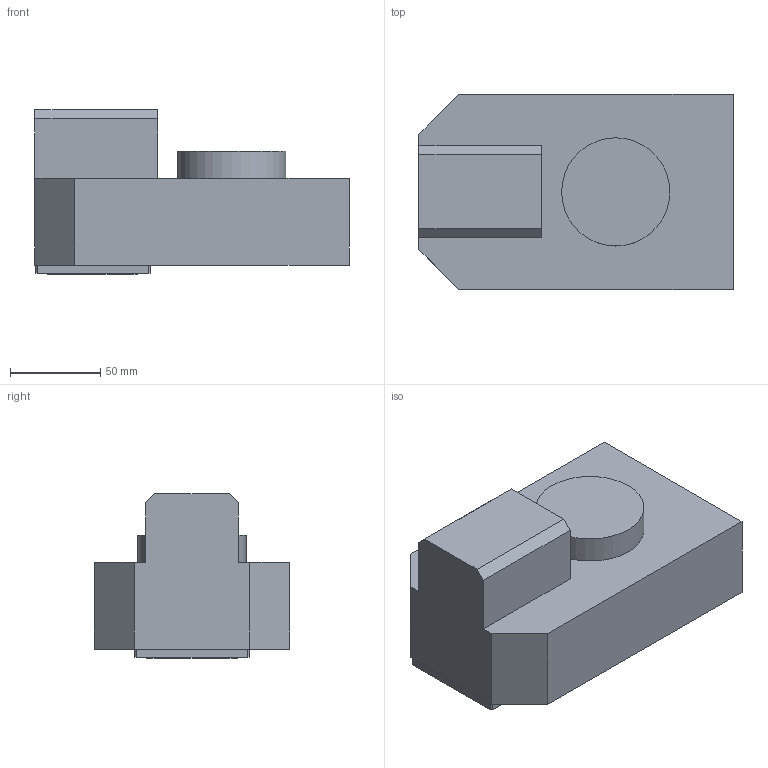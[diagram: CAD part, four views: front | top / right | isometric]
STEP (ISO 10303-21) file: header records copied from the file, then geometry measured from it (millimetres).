
FILE_DESCRIPTION(/* description */ (''),/* implementation_level */ '2;1');
FILE_NAME(/* name */ '1528969476921.stp',/* time_stamp */ '2018-06-14T11:44:42+02:00',/* author */ (''),/* organization */ ('SMS'),/* preprocessor_version */ 'ST-DEVELOPER v15',/* originating_system */ 'SIEMENS PLM Software NX 8.5',/* authorisation */ '');
FILE_SCHEMA (('AUTOMOTIVE_DESIGN { 1 0 10303 214 3 1 1 1 }'));
Length unit declared in the file: millimetre
Products named in the file (1): 200837280mod000_01
Bounding box: 174 x 108 x 91 mm (x, y, z)
Volume: 1042458.4 mm3; surface area: 78261.6 mm2
Topology: 1 solids, 1 shells, 33 faces, 83 edges, 58 vertices
Faces by surface type: plane 28, cylinder 4, bspline 1
Full cylindrical faces by diameter (mm): 3 x1, 39.2 x1, 50 x1, 59.9 x1
Entity records: 1184 total; most frequent: CARTESIAN_POINT 382, ORIENTED_EDGE 150, DIRECTION 146, EDGE_CURVE 75, LINE 60, VECTOR 60, VERTEX_POINT 55, EDGE_LOOP 44
